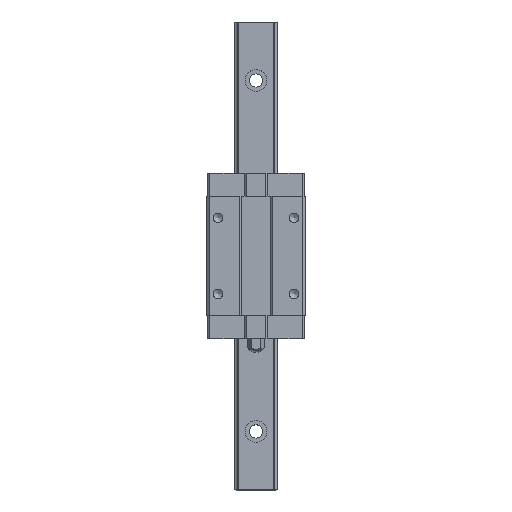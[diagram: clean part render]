
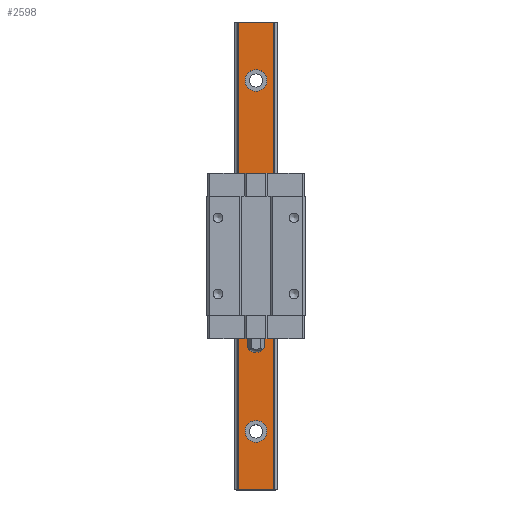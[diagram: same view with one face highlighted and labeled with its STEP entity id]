
A CAD part, top view. The second image highlights one B-rep face of the part: STEP entity #2598.
In plain terms, the highlighted planar face has unit normal (0, 0, 1).
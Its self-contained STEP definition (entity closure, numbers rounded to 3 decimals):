
#79=LINE('',#4618,#337);
#80=LINE('',#4622,#338);
#81=LINE('',#4624,#339);
#82=LINE('',#4626,#340);
#337=VECTOR('',#3832,1000.);
#338=VECTOR('',#3837,1000.);
#339=VECTOR('',#3838,1000.);
#340=VECTOR('',#3839,1000.);
#572=PLANE('',#3481);
#739=ORIENTED_EDGE('',*,*,#1397,.T.);
#740=ORIENTED_EDGE('',*,*,#1401,.T.);
#741=ORIENTED_EDGE('',*,*,#1455,.T.);
#742=ORIENTED_EDGE('',*,*,#1456,.F.);
#743=ORIENTED_EDGE('',*,*,#1454,.F.);
#744=ORIENTED_EDGE('',*,*,#1457,.T.);
#745=ORIENTED_EDGE('',*,*,#1458,.T.);
#1397=EDGE_CURVE('',#1766,#1766,#2027,.T.);
#1401=EDGE_CURVE('',#1770,#1770,#2031,.T.);
#1454=EDGE_CURVE('',#1807,#1806,#79,.T.);
#1455=EDGE_CURVE('',#1808,#1808,#2051,.T.);
#1456=EDGE_CURVE('',#1806,#1809,#80,.T.);
#1457=EDGE_CURVE('',#1807,#1810,#81,.T.);
#1458=EDGE_CURVE('',#1810,#1809,#82,.T.);
#1766=VERTEX_POINT('',#4500);
#1770=VERTEX_POINT('',#4511);
#1806=VERTEX_POINT('',#4615);
#1807=VERTEX_POINT('',#4617);
#1808=VERTEX_POINT('',#4621);
#1809=VERTEX_POINT('',#4623);
#1810=VERTEX_POINT('',#4625);
#2027=CIRCLE('',#3437,3.75);
#2031=CIRCLE('',#3444,3.75);
#2051=CIRCLE('',#3482,3.75);
#2167=EDGE_LOOP('',(#739));
#2168=EDGE_LOOP('',(#740));
#2169=EDGE_LOOP('',(#741));
#2170=EDGE_LOOP('',(#742,#743,#744,#745));
#2359=FACE_BOUND('',#2167,.T.);
#2360=FACE_BOUND('',#2168,.T.);
#2361=FACE_BOUND('',#2169,.T.);
#2362=FACE_BOUND('',#2170,.T.);
#2598=ADVANCED_FACE('',(#2359,#2360,#2361,#2362),#572,.T.);
#3437=AXIS2_PLACEMENT_3D('',#4499,#3711,#3712);
#3444=AXIS2_PLACEMENT_3D('',#4510,#3725,#3726);
#3481=AXIS2_PLACEMENT_3D('',#4619,#3833,#3834);
#3482=AXIS2_PLACEMENT_3D('',#4620,#3835,#3836);
#3711=DIRECTION('',(0.,0.,-1.));
#3712=DIRECTION('',(0.,-1.,0.));
#3725=DIRECTION('',(0.,0.,-1.));
#3726=DIRECTION('',(0.,-1.,0.));
#3832=DIRECTION('',(0.,1.,0.));
#3833=DIRECTION('',(0.,0.,1.));
#3834=DIRECTION('',(1.,0.,0.));
#3835=DIRECTION('',(0.,0.,-1.));
#3836=DIRECTION('',(0.,-1.,0.));
#3837=DIRECTION('',(1.,0.,0.));
#3838=DIRECTION('',(1.,0.,0.));
#3839=DIRECTION('',(0.,1.,0.));
#4499=CARTESIAN_POINT('',(0.,-60.,13.));
#4500=CARTESIAN_POINT('',(0.,-63.75,13.));
#4510=CARTESIAN_POINT('',(0.,0.,13.));
#4511=CARTESIAN_POINT('',(0.,-3.75,13.));
#4615=CARTESIAN_POINT('',(-6.014,80.,13.));
#4617=CARTESIAN_POINT('',(-6.014,-80.,13.));
#4618=CARTESIAN_POINT('',(-6.014,-80.,13.));
#4619=CARTESIAN_POINT('',(-6.014,-80.,13.));
#4620=CARTESIAN_POINT('',(0.,60.,13.));
#4621=CARTESIAN_POINT('',(0.,56.25,13.));
#4622=CARTESIAN_POINT('',(-6.014,80.,13.));
#4623=CARTESIAN_POINT('',(6.014,80.,13.));
#4624=CARTESIAN_POINT('',(-6.014,-80.,13.));
#4625=CARTESIAN_POINT('',(6.014,-80.,13.));
#4626=CARTESIAN_POINT('',(6.014,-80.,13.));
